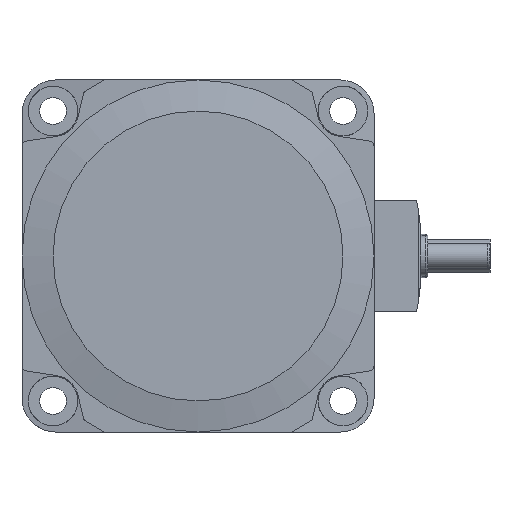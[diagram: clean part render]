
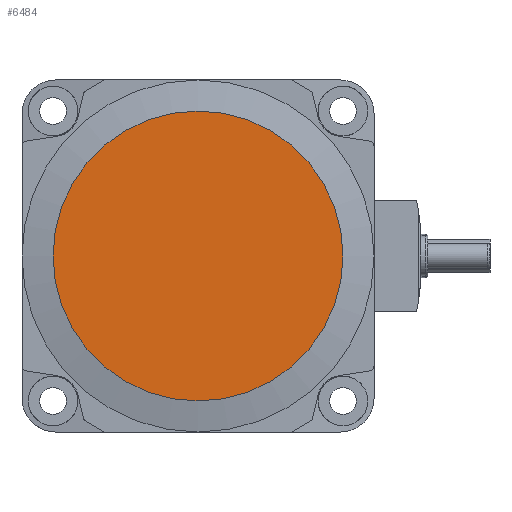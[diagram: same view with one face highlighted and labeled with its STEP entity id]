
A CAD part, left-side view. The second image highlights one B-rep face of the part: STEP entity #6484.
In plain terms, the highlighted planar face has unit normal (-1, 0, 0).
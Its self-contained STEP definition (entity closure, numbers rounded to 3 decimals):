
#384=CIRCLE('',#7096,35.);
#2034=ORIENTED_EDGE('',*,*,#3156,.F.);
#3156=EDGE_CURVE('',#3847,#3847,#384,.T.);
#3847=VERTEX_POINT('',#10785);
#5531=EDGE_LOOP('',(#2034));
#5920=FACE_BOUND('',#5531,.T.);
#6172=PLANE('',#7095);
#6484=ADVANCED_FACE('',(#5920),#6172,.F.);
#7095=AXIS2_PLACEMENT_3D('',#10783,#8815,#8816);
#7096=AXIS2_PLACEMENT_3D('',#10784,#8817,#8818);
#8815=DIRECTION('',(1.,0.,0.));
#8816=DIRECTION('',(0.,0.,-1.));
#8817=DIRECTION('',(1.,0.,0.));
#8818=DIRECTION('',(0.,0.,-1.));
#10783=CARTESIAN_POINT('',(-122.7,22.737,42.5));
#10784=CARTESIAN_POINT('',(-122.7,0.,0.));
#10785=CARTESIAN_POINT('',(-122.7,0.,-35.));
